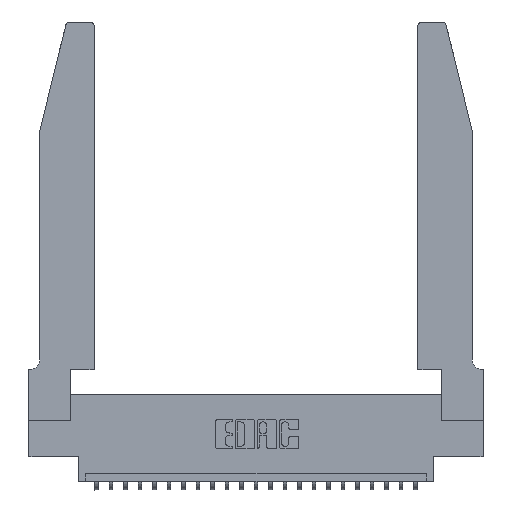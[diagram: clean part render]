
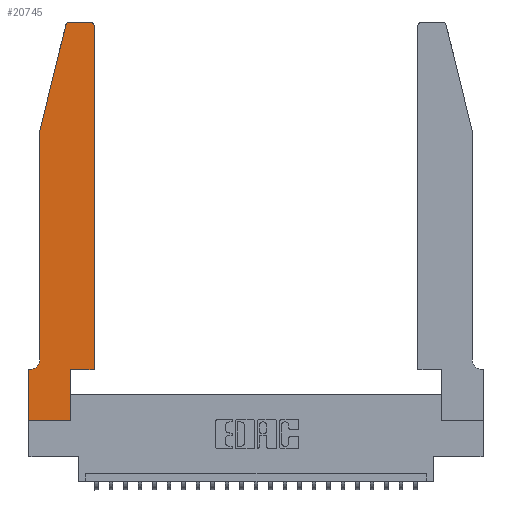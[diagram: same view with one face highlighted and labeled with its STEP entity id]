
A CAD part, top view. The second image highlights one B-rep face of the part: STEP entity #20745.
In plain terms, the highlighted planar face has unit normal (0, 0, 1).
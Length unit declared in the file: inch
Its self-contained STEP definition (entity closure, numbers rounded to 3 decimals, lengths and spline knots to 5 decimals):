
#408 = VERTEX_POINT ( 'NONE', #1006 ) ;
#440 = CARTESIAN_POINT ( 'NONE',  ( 0.4205, 2.72, 0.37 ) ) ;
#493 = LINE ( 'NONE', #14671, #20392 ) ;
#685 = DIRECTION ( 'NONE',  ( 0., 1., 0. ) ) ;
#780 = CARTESIAN_POINT ( 'NONE',  ( 0.4505, 2.72, 0.37 ) ) ;
#986 = CARTESIAN_POINT ( 'NONE',  ( 0.0755, 0.35, 0.37 ) ) ;
#1006 = CARTESIAN_POINT ( 'NONE',  ( 0.284, 2.75, 0.37 ) ) ;
#1025 = VECTOR ( 'NONE', #20806, 39.37008 ) ;
#1909 = ORIENTED_EDGE ( 'NONE', *, *, #17188, .T. ) ;
#2846 = EDGE_CURVE ( 'NONE', #16966, #7572, #493, .T. ) ;
#3035 = CARTESIAN_POINT ( 'NONE',  ( 0.25487, 2.72718, 0.37 ) ) ;
#3749 = LINE ( 'NONE', #12192, #23546 ) ;
#3803 = EDGE_CURVE ( 'NONE', #408, #4429, #13392, .T. ) ;
#3856 = VERTEX_POINT ( 'NONE', #20377 ) ;
#4157 = CARTESIAN_POINT ( 'NONE',  ( 0.2865, 0., 0.37 ) ) ;
#4201 = ORIENTED_EDGE ( 'NONE', *, *, #13550, .T. ) ;
#4429 = VERTEX_POINT ( 'NONE', #3035 ) ;
#4571 = LINE ( 'NONE', #13431, #5206 ) ;
#4610 = DIRECTION ( 'NONE',  ( -1., 0., 0. ) ) ;
#4897 = ORIENTED_EDGE ( 'NONE', *, *, #5973, .T. ) ;
#5152 = VERTEX_POINT ( 'NONE', #780 ) ;
#5206 = VECTOR ( 'NONE', #22928, 39.37008 ) ;
#5343 = ORIENTED_EDGE ( 'NONE', *, *, #22154, .T. ) ;
#5464 = CARTESIAN_POINT ( 'NONE',  ( 0.0755, 0.42, 0.37 ) ) ;
#5973 = EDGE_CURVE ( 'NONE', #7572, #5152, #3749, .T. ) ;
#6206 = FACE_OUTER_BOUND ( 'NONE', #12566, .T. ) ;
#6267 = DIRECTION ( 'NONE',  ( 0., -1., 0. ) ) ;
#6928 = CARTESIAN_POINT ( 'NONE',  ( 0.0055, 0.42, 0.37 ) ) ;
#6951 = AXIS2_PLACEMENT_3D ( 'NONE', #6928, #12693, #16687 ) ;
#6959 = EDGE_CURVE ( 'NONE', #9802, #408, #18455, .T. ) ;
#7572 = VERTEX_POINT ( 'NONE', #9693 ) ;
#7603 = VECTOR ( 'NONE', #19213, 39.37008 ) ;
#7678 = ORIENTED_EDGE ( 'NONE', *, *, #18882, .T. ) ;
#7933 = LINE ( 'NONE', #9111, #9445 ) ;
#8057 = ORIENTED_EDGE ( 'NONE', *, *, #17114, .T. ) ;
#8098 = CARTESIAN_POINT ( 'NONE',  ( 0.4205, 2.75, 0.37 ) ) ;
#9111 = CARTESIAN_POINT ( 'NONE',  ( 0.0755, 2., 0.37 ) ) ;
#9131 = AXIS2_PLACEMENT_3D ( 'NONE', #16670, #12678, #22624 ) ;
#9445 = VECTOR ( 'NONE', #11322, 39.37008 ) ;
#9693 = CARTESIAN_POINT ( 'NONE',  ( 0.4505, 0.35, 0.37 ) ) ;
#9802 = VERTEX_POINT ( 'NONE', #8098 ) ;
#9806 = DIRECTION ( 'NONE',  ( 0., 1., 0. ) ) ;
#9973 = EDGE_CURVE ( 'NONE', #16889, #13028, #17692, .T. ) ;
#10038 = LINE ( 'NONE', #22648, #1025 ) ;
#10094 = CIRCLE ( 'NONE', #12723, 0.03 ) ;
#10723 = LINE ( 'NONE', #17701, #20366 ) ;
#11179 = PLANE ( 'NONE',  #16986 ) ;
#11322 = DIRECTION ( 'NONE',  ( 0., -1., 0. ) ) ;
#12108 = ORIENTED_EDGE ( 'NONE', *, *, #6959, .T. ) ;
#12192 = CARTESIAN_POINT ( 'NONE',  ( 0.4505, 0.35, 0.37 ) ) ;
#12566 = EDGE_LOOP ( 'NONE', ( #12108, #15394, #4201, #5343, #22383, #23430, #8057, #7678, #19804, #15318, #4897, #1909 ) ) ;
#12678 = DIRECTION ( 'NONE',  ( 0., 0., 1. ) ) ;
#12693 = DIRECTION ( 'NONE',  ( 0., 0., -1. ) ) ;
#12723 = AXIS2_PLACEMENT_3D ( 'NONE', #440, #16081, #13951 ) ;
#12966 = VERTEX_POINT ( 'NONE', #24608 ) ;
#13028 = VERTEX_POINT ( 'NONE', #20871 ) ;
#13392 = CIRCLE ( 'NONE', #9131, 0.03 ) ;
#13431 = CARTESIAN_POINT ( 'NONE',  ( 0.0755, 2., 0.37 ) ) ;
#13550 = EDGE_CURVE ( 'NONE', #4429, #12966, #4571, .T. ) ;
#13793 = EDGE_CURVE ( 'NONE', #17062, #16966, #22894, .T. ) ;
#13951 = DIRECTION ( 'NONE',  ( 1., 0., 0. ) ) ;
#14671 = CARTESIAN_POINT ( 'NONE',  ( 0.4505, 0.35, 0.37 ) ) ;
#14793 = DIRECTION ( 'NONE',  ( 1., 0., 0. ) ) ;
#15202 = VECTOR ( 'NONE', #4610, 39.37008 ) ;
#15318 = ORIENTED_EDGE ( 'NONE', *, *, #2846, .T. ) ;
#15394 = ORIENTED_EDGE ( 'NONE', *, *, #3803, .T. ) ;
#16081 = DIRECTION ( 'NONE',  ( 0., 0., 1. ) ) ;
#16317 = VERTEX_POINT ( 'NONE', #17474 ) ;
#16473 = DIRECTION ( 'NONE',  ( 1., 0., 0. ) ) ;
#16507 = EDGE_CURVE ( 'NONE', #13028, #3856, #19730, .T. ) ;
#16670 = CARTESIAN_POINT ( 'NONE',  ( 0.284, 2.72, 0.37 ) ) ;
#16687 = DIRECTION ( 'NONE',  ( -1., 0., 0. ) ) ;
#16889 = VERTEX_POINT ( 'NONE', #5464 ) ;
#16966 = VERTEX_POINT ( 'NONE', #21460 ) ;
#16986 = AXIS2_PLACEMENT_3D ( 'NONE', #20876, #24698, #14793 ) ;
#17062 = VERTEX_POINT ( 'NONE', #4157 ) ;
#17114 = EDGE_CURVE ( 'NONE', #3856, #16317, #10723, .T. ) ;
#17188 = EDGE_CURVE ( 'NONE', #5152, #9802, #10094, .T. ) ;
#17275 = CARTESIAN_POINT ( 'NONE',  ( 0.2605, 2.75, 0.37 ) ) ;
#17474 = CARTESIAN_POINT ( 'NONE',  ( 0., 0., 0.37 ) ) ;
#17692 = CIRCLE ( 'NONE', #6951, 0.07 ) ;
#17701 = CARTESIAN_POINT ( 'NONE',  ( 0., 0., 0.37 ) ) ;
#18455 = LINE ( 'NONE', #17275, #7603 ) ;
#18882 = EDGE_CURVE ( 'NONE', #16317, #17062, #10038, .T. ) ;
#19213 = DIRECTION ( 'NONE',  ( -1., 0., 0. ) ) ;
#19397 = CARTESIAN_POINT ( 'NONE',  ( 0.2865, 0.35, 0.37 ) ) ;
#19730 = LINE ( 'NONE', #986, #15202 ) ;
#19804 = ORIENTED_EDGE ( 'NONE', *, *, #13793, .T. ) ;
#20366 = VECTOR ( 'NONE', #6267, 39.37008 ) ;
#20377 = CARTESIAN_POINT ( 'NONE',  ( 0., 0.35, 0.37 ) ) ;
#20392 = VECTOR ( 'NONE', #16473, 39.37008 ) ;
#20745 = ADVANCED_FACE ( 'NONE', ( #6206 ), #11179, .T. ) ;
#20806 = DIRECTION ( 'NONE',  ( 1., 0., 0. ) ) ;
#20871 = CARTESIAN_POINT ( 'NONE',  ( 0.0055, 0.35, 0.37 ) ) ;
#20876 = CARTESIAN_POINT ( 'NONE',  ( 0., 0.35, 0.37 ) ) ;
#21460 = CARTESIAN_POINT ( 'NONE',  ( 0.2865, 0.35, 0.37 ) ) ;
#22154 = EDGE_CURVE ( 'NONE', #12966, #16889, #7933, .T. ) ;
#22383 = ORIENTED_EDGE ( 'NONE', *, *, #9973, .T. ) ;
#22624 = DIRECTION ( 'NONE',  ( 1., 0., 0. ) ) ;
#22648 = CARTESIAN_POINT ( 'NONE',  ( 0., 0., 0.37 ) ) ;
#22894 = LINE ( 'NONE', #19397, #24668 ) ;
#22928 = DIRECTION ( 'NONE',  ( -0.239, -0.971, 0. ) ) ;
#23430 = ORIENTED_EDGE ( 'NONE', *, *, #16507, .T. ) ;
#23546 = VECTOR ( 'NONE', #685, 39.37008 ) ;
#24608 = CARTESIAN_POINT ( 'NONE',  ( 0.0755, 2., 0.37 ) ) ;
#24668 = VECTOR ( 'NONE', #9806, 39.37008 ) ;
#24698 = DIRECTION ( 'NONE',  ( 0., 0., 1. ) ) ;
